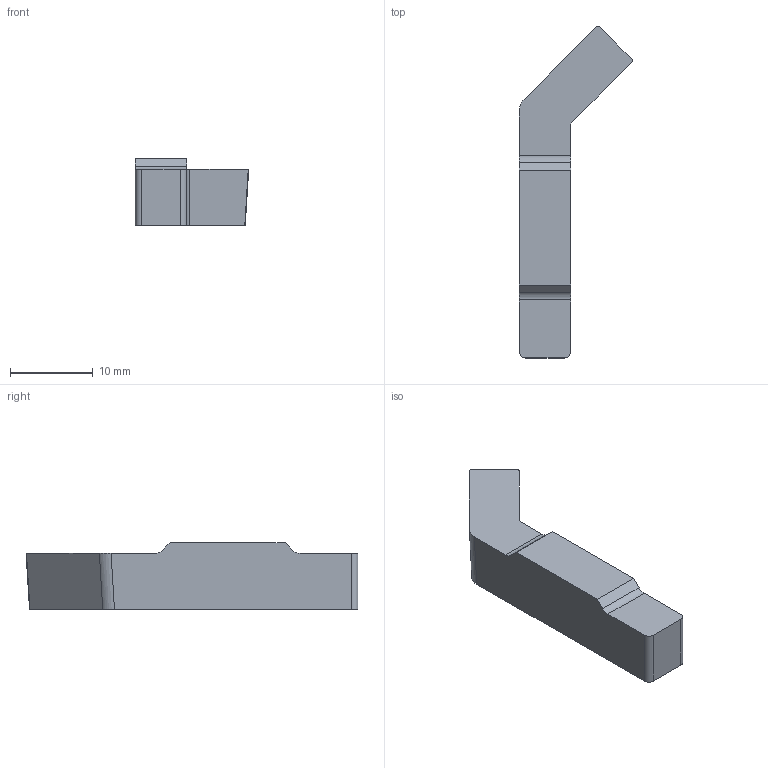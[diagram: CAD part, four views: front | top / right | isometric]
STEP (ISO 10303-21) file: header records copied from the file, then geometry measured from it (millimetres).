
FILE_DESCRIPTION(/* description */ (''),/* implementation_level */ '2;1');
FILE_NAME(/* name */ 'aaa331309_a.stp',/* time_stamp */ '2019-03-13T10:10:04+01:00',/* author */ (''),/* organization */ ('SMS'),/* preprocessor_version */ 'ST-DEVELOPER v15',/* originating_system */ 'SIEMENS PLM Software NX 8.5',/* authorisation */ '');
FILE_SCHEMA (('AUTOMOTIVE_DESIGN { 1 0 10303 214 3 1 1 1 }'));
Length unit declared in the file: millimetre
Products named in the file (1): AAA331309_A
Bounding box: 13.71 x 40.11 x 8.08 mm (x, y, z)
Volume: 1827.2 mm3; surface area: 1185.4 mm2
Topology: 1 solids, 1 shells, 21 faces, 58 edges, 41 vertices
Faces by surface type: plane 12, extrusion 5, cylinder 4
Entity records: 1013 total; most frequent: CARTESIAN_POINT 276, ORIENTED_EDGE 114, DIRECTION 110, EDGE_CURVE 57, VECTOR 44, LINE 39, VERTEX_POINT 38, AXIS2_PLACEMENT_3D 33
